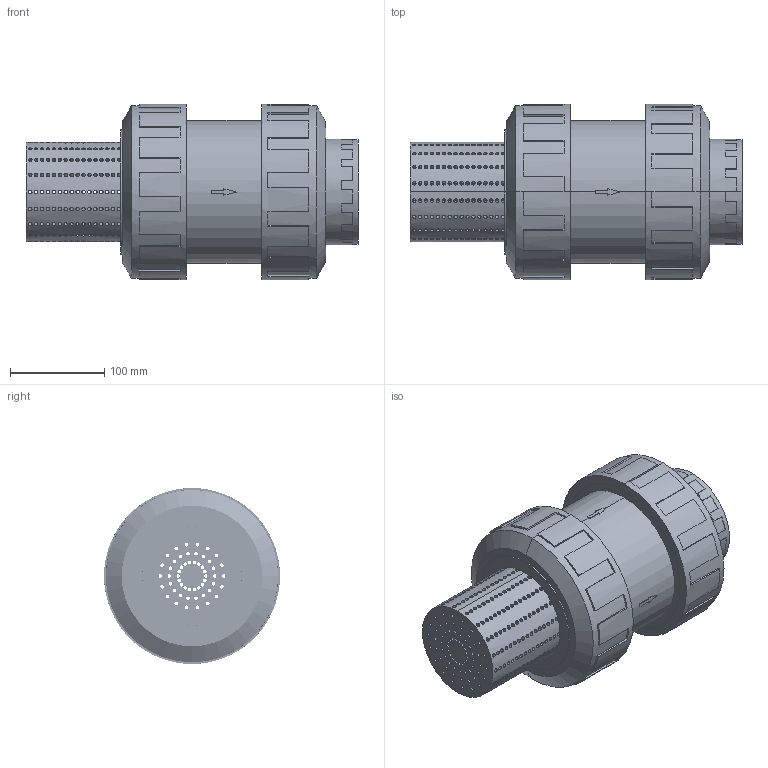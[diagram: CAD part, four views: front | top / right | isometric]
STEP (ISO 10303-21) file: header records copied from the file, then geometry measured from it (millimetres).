
FILE_DESCRIPTION(('STEP AP214'),'1');
FILE_NAME('cctmp_384E0C7B-0ED5-401A-9EC3-E9A07E8E5780_2018_12_7_11_35_37_312..stp','2018-12-07T10:35:39',('Praher Valves GmbH'),('CADClick - www.CADClick.com'),'Spatial InterOp 3D',' ','unknown authorization');
FILE_SCHEMA(('AUTOMOTIVE_DESIGN'));
Length unit declared in the file: millimetre
Products named in the file (1): 121374
Bounding box: 353 x 187 x 187 mm (x, y, z)
Volume: 4325426.7 mm3; surface area: 534971 mm2
Topology: 1 solids, 1 shells, 2644 faces, 7633 edges, 4563 vertices
Faces by surface type: cylinder 2402, plane 238, cone 4
Entity records: 132384 total; most frequent: CARTESIAN_POINT 41427, ORIENTED_EDGE 15266, DIRECTION 14634, EDGE_CURVE 7633, AXIS2_PLACEMENT_3D 6030, VERTEX_POINT 4563, EDGE_LOOP 3078, ELLIPSE 2762
